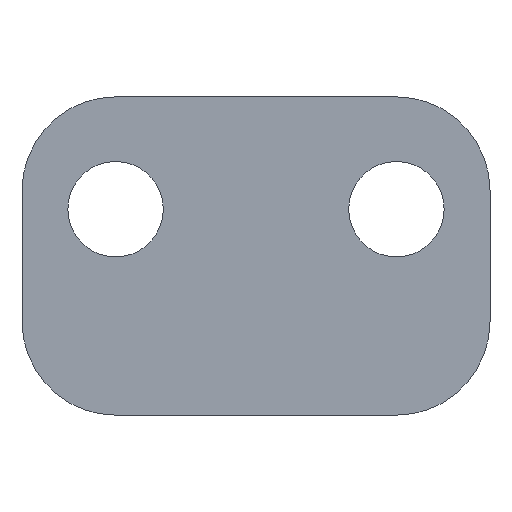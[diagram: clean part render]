
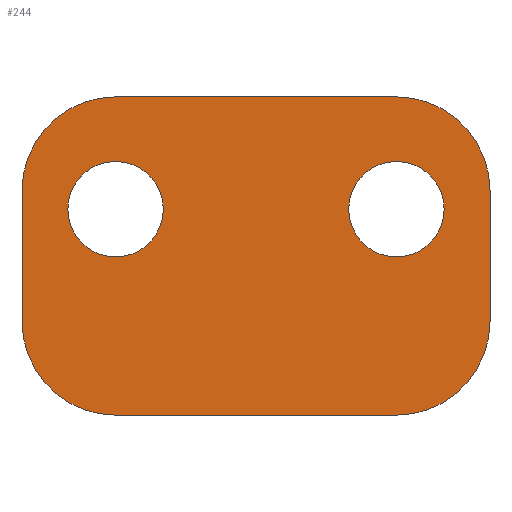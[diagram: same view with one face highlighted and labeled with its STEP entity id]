
A CAD part, front view. The second image highlights one B-rep face of the part: STEP entity #244.
In plain terms, the highlighted planar face has unit normal (0, -1, 0).
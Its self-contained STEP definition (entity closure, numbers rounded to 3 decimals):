
#1=CARTESIAN_POINT('',(-7.5,-4.75,0.));
#2=DIRECTION('',(0.,-1.,0.));
#3=DIRECTION('',(0.,0.,-1.));
#4=AXIS2_PLACEMENT_3D('',#1,#2,#3);
#6=CARTESIAN_POINT('',(-7.5,-4.75,0.));
#7=DIRECTION('',(0.,-1.,0.));
#8=DIRECTION('',(0.,0.,1.));
#9=AXIS2_PLACEMENT_3D('',#6,#7,#8);
#11=CARTESIAN_POINT('',(7.5,-4.75,0.));
#12=DIRECTION('',(0.,-1.,0.));
#13=DIRECTION('',(0.,0.,-1.));
#14=AXIS2_PLACEMENT_3D('',#11,#12,#13);
#16=CARTESIAN_POINT('',(7.5,-4.75,0.));
#17=DIRECTION('',(0.,-1.,0.));
#18=DIRECTION('',(0.,0.,1.));
#19=AXIS2_PLACEMENT_3D('',#16,#17,#18);
#21=CARTESIAN_POINT('',(-7.5,-4.75,1.));
#22=DIRECTION('',(0.,-1.,0.));
#23=DIRECTION('',(0.,0.,1.));
#24=AXIS2_PLACEMENT_3D('',#21,#22,#23);
#26=DIRECTION('',(1.,0.,0.));
#27=VECTOR('',#26,15.);
#28=CARTESIAN_POINT('',(-7.5,-4.75,6.));
#29=LINE('',#28,#27);
#30=CARTESIAN_POINT('',(7.5,-4.75,1.));
#31=DIRECTION('',(0.,-1.,0.));
#32=DIRECTION('',(1.,0.,0.));
#33=AXIS2_PLACEMENT_3D('',#30,#31,#32);
#35=DIRECTION('',(0.,0.,-1.));
#36=VECTOR('',#35,7.);
#37=CARTESIAN_POINT('',(12.5,-4.75,1.));
#38=LINE('',#37,#36);
#39=CARTESIAN_POINT('',(7.5,-4.75,-6.));
#40=DIRECTION('',(0.,-1.,0.));
#41=DIRECTION('',(0.,0.,-1.));
#42=AXIS2_PLACEMENT_3D('',#39,#40,#41);
#44=DIRECTION('',(-1.,0.,0.));
#45=VECTOR('',#44,15.);
#46=CARTESIAN_POINT('',(7.5,-4.75,-11.));
#47=LINE('',#46,#45);
#48=CARTESIAN_POINT('',(-7.5,-4.75,-6.));
#49=DIRECTION('',(0.,-1.,0.));
#50=DIRECTION('',(-1.,0.,0.));
#51=AXIS2_PLACEMENT_3D('',#48,#49,#50);
#53=DIRECTION('',(0.,0.,1.));
#54=VECTOR('',#53,7.);
#55=CARTESIAN_POINT('',(-12.5,-4.75,-6.));
#56=LINE('',#55,#54);
#161=CARTESIAN_POINT('',(-7.5,-4.75,-2.55));
#162=CARTESIAN_POINT('',(-7.5,-4.75,2.55));
#163=VERTEX_POINT('',#161);
#164=VERTEX_POINT('',#162);
#165=CARTESIAN_POINT('',(7.5,-4.75,-2.55));
#166=CARTESIAN_POINT('',(7.5,-4.75,2.55));
#167=VERTEX_POINT('',#165);
#168=VERTEX_POINT('',#166);
#177=CARTESIAN_POINT('',(-7.5,-4.75,6.));
#178=CARTESIAN_POINT('',(-12.5,-4.75,1.));
#179=VERTEX_POINT('',#177);
#180=VERTEX_POINT('',#178);
#185=CARTESIAN_POINT('',(-12.5,-4.75,-6.));
#186=CARTESIAN_POINT('',(-7.5,-4.75,-11.));
#187=VERTEX_POINT('',#185);
#188=VERTEX_POINT('',#186);
#193=CARTESIAN_POINT('',(12.5,-4.75,1.));
#194=CARTESIAN_POINT('',(7.5,-4.75,6.));
#195=VERTEX_POINT('',#193);
#196=VERTEX_POINT('',#194);
#201=CARTESIAN_POINT('',(7.5,-4.75,-11.));
#202=CARTESIAN_POINT('',(12.5,-4.75,-6.));
#203=VERTEX_POINT('',#201);
#204=VERTEX_POINT('',#202);
#209=CARTESIAN_POINT('',(0.,-4.75,0.));
#210=DIRECTION('',(0.,1.,0.));
#211=DIRECTION('',(0.,0.,-1.));
#212=AXIS2_PLACEMENT_3D('',#209,#210,#211);
#213=PLANE('',#212);
#215=ORIENTED_EDGE('',*,*,#214,.F.);
#217=ORIENTED_EDGE('',*,*,#216,.T.);
#219=ORIENTED_EDGE('',*,*,#218,.F.);
#221=ORIENTED_EDGE('',*,*,#220,.T.);
#223=ORIENTED_EDGE('',*,*,#222,.F.);
#225=ORIENTED_EDGE('',*,*,#224,.T.);
#227=ORIENTED_EDGE('',*,*,#226,.F.);
#229=ORIENTED_EDGE('',*,*,#228,.T.);
#230=EDGE_LOOP('',(#215,#217,#219,#221,#223,#225,#227,#229));
#231=FACE_OUTER_BOUND('',#230,.F.);
#233=ORIENTED_EDGE('',*,*,#232,.T.);
#235=ORIENTED_EDGE('',*,*,#234,.T.);
#236=EDGE_LOOP('',(#233,#235));
#237=FACE_BOUND('',#236,.F.);
#239=ORIENTED_EDGE('',*,*,#238,.T.);
#241=ORIENTED_EDGE('',*,*,#240,.T.);
#242=EDGE_LOOP('',(#239,#241));
#243=FACE_BOUND('',#242,.F.);
#244=ADVANCED_FACE('',(#231,#237,#243),#213,.F.);
#5=CIRCLE('',#4,2.55);
#10=CIRCLE('',#9,2.55);
#15=CIRCLE('',#14,2.55);
#20=CIRCLE('',#19,2.55);
#25=CIRCLE('',#24,5.);
#34=CIRCLE('',#33,5.);
#43=CIRCLE('',#42,5.);
#52=CIRCLE('',#51,5.);
#214=EDGE_CURVE('',#179,#180,#25,.T.);
#216=EDGE_CURVE('',#179,#196,#29,.T.);
#218=EDGE_CURVE('',#195,#196,#34,.T.);
#220=EDGE_CURVE('',#195,#204,#38,.T.);
#222=EDGE_CURVE('',#203,#204,#43,.T.);
#224=EDGE_CURVE('',#203,#188,#47,.T.);
#226=EDGE_CURVE('',#187,#188,#52,.T.);
#228=EDGE_CURVE('',#187,#180,#56,.T.);
#232=EDGE_CURVE('',#167,#168,#15,.T.);
#234=EDGE_CURVE('',#168,#167,#20,.T.);
#238=EDGE_CURVE('',#163,#164,#5,.T.);
#240=EDGE_CURVE('',#164,#163,#10,.T.);
